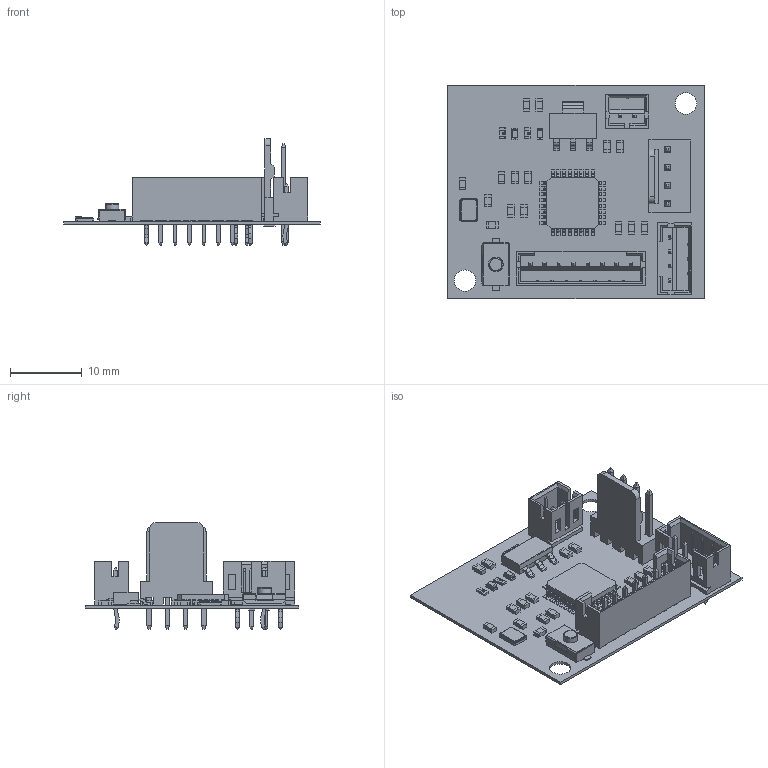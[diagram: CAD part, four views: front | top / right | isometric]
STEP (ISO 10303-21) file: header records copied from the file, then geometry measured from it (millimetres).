
FILE_DESCRIPTION(('Open CASCADE Model'),'2;1');
FILE_NAME('Open CASCADE Shape Model','2022-10-14T17:50:37',('Author'),( 'Open CASCADE'),'Open CASCADE STEP processor 6.8','Open CASCADE 6.8' ,'Unknown');
FILE_SCHEMA(('AUTOMOTIVE_DESIGN { 1 0 10303 214 1 1 1 1 }'));
Length unit declared in the file: millimetre
Products named in the file (71): PCB; Board; Open CASCADE STEP translator 6.8 1.1.1; R42; User_Library-0603_SMD_Capacitor; R41; R40; D8; 150060xxx; housing; cover; base; Polarity_Mark; P5; 62000411622; Pin1; Pin2; C16; 6638058032; Extruded; 6638058272; C15; C13; C4; C3; C2; X1; NX3225SA; U6; 6545753056; Body; Open_CASCADE_STEP_translator_6.8_1.1.1; Leader; SW1; 4341x10258xx; top_cover; pins; R43; P6; 62000211622 ...
Assembly tree (159 placements, depth 5):
  PCB
    Board
      Open CASCADE STEP translator 6.8 1.1.1
    R42
      User_Library-0603_SMD_Capacitor
    R41
      User_Library-0603_SMD_Capacitor
    R40
      User_Library-0603_SMD_Capacitor
    D8
      150060xxx
        housing
        cover
        base  x2
        Polarity_Mark
    P5
      62000411622
        62000411622
        Pin1  x2
        Pin2  x2
    C16
      6638058032
        Extruded
      6638058272  x2
        Extruded
    C15
      6638058032
        Extruded
      6638058272  x2
        Extruded
    C13
      6638058032
        Extruded
      6638058272  x2
        Extruded
    C4
      6638058032
        Extruded
      6638058272  x2
        Extruded
    C3
      6638058032
        Extruded
      6638058272  x2
        Extruded
    C2
      6638058032
        Extruded
      6638058272  x2
        Extruded
    X1
      NX3225SA
    U6
      6545753056
        Body
          Open_CASCADE_STEP_translator_6.8_1.1.1
        Leader  x32
    SW1
      4341x10258xx
        base
Bounding box: 35.69 x 29.72 x 14.9 mm (x, y, z)
Volume: 1194.7 mm3; surface area: 4903.5 mm2
Topology: 122 solids, 127 shells, 2448 faces, 5850 edges, 3880 vertices
Faces by surface type: plane 1897, cylinder 338, bspline 160, sphere 40, cone 12, torus 1
Full cylindrical faces by diameter (mm): 0.8 x14, 1 x4, 1.9 x1, 2.05 x1, 3 x2
Entity records: 37571 total; most frequent: CARTESIAN_POINT 8316, DIRECTION 5102, ORIENTED_EDGE 4918, EDGE_CURVE 2467, LINE 2254, VECTOR 2254, VERTEX_POINT 1576, AXIS2_PLACEMENT_3D 1424
